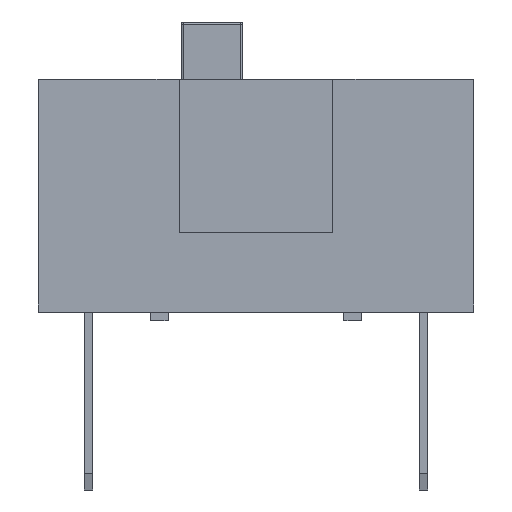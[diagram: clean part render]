
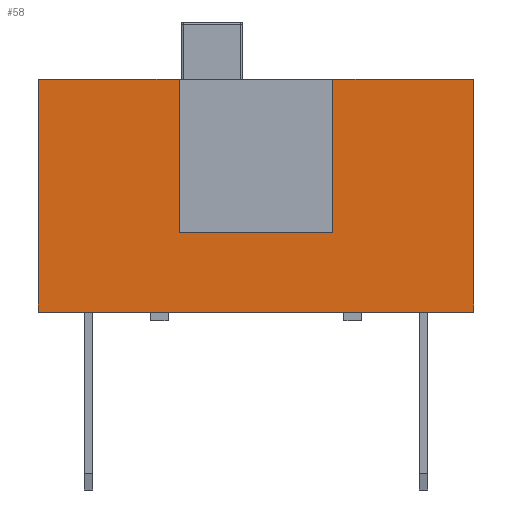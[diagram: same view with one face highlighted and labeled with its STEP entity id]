
A CAD part, left-side view. The second image highlights one B-rep face of the part: STEP entity #58.
In plain terms, the highlighted planar face has unit normal (-1, 0, 0).
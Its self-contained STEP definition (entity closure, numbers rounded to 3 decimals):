
#58=ADVANCED_FACE('',(#15817),#15819,.T.);
#15817=FACE_BOUND('',#15818,.T.);
#15818=EDGE_LOOP('',(#28220,#28221,#28222,#28223,#28224,#28225,#28226,#28227));
#15819=PLANE('',#15820);
#15820=AXIS2_PLACEMENT_3D('',#15821,#15822,#15823);
#15821=CARTESIAN_POINT('',(-2.,0.,0.));
#15822=DIRECTION('',(-1.,0.,0.));
#15823=DIRECTION('',(0.,0.,1.));
#28220=ORIENTED_EDGE('',*,*,#37600,.T.);
#28221=ORIENTED_EDGE('',*,*,#37601,.T.);
#28222=ORIENTED_EDGE('',*,*,#37602,.T.);
#28223=ORIENTED_EDGE('',*,*,#37603,.T.);
#28224=ORIENTED_EDGE('',*,*,#37604,.T.);
#28225=ORIENTED_EDGE('',*,*,#37605,.T.);
#28226=ORIENTED_EDGE('',*,*,#37606,.T.);
#28227=ORIENTED_EDGE('',*,*,#37607,.T.);
#37600=EDGE_CURVE('',#42290,#42291,#42292,.F.);
#37601=EDGE_CURVE('',#42291,#42293,#42294,.F.);
#37602=EDGE_CURVE('',#42293,#42295,#42296,.F.);
#37603=EDGE_CURVE('',#42295,#42297,#42298,.T.);
#37604=EDGE_CURVE('',#42297,#42299,#42300,.T.);
#37605=EDGE_CURVE('',#42299,#42301,#42302,.T.);
#37606=EDGE_CURVE('',#42301,#42303,#42304,.T.);
#37607=EDGE_CURVE('',#42303,#42290,#42305,.T.);
#42290=VERTEX_POINT('',#49996);
#42291=VERTEX_POINT('',#49997);
#42292=LINE('',#49998,#49999);
#42293=VERTEX_POINT('',#50001);
#42294=LINE('',#50002,#50003);
#42295=VERTEX_POINT('',#50005);
#42296=LINE('',#50006,#50007);
#42297=VERTEX_POINT('',#50009);
#42298=LINE('',#50010,#50011);
#42299=VERTEX_POINT('',#50013);
#42300=LINE('',#50014,#50015);
#42301=VERTEX_POINT('',#50017);
#42302=LINE('',#50018,#50019);
#42303=VERTEX_POINT('',#50021);
#42304=LINE('',#50022,#50023);
#42305=LINE('',#50025,#50026);
#49996=CARTESIAN_POINT('',(-2.,2.06,5.5));
#49997=CARTESIAN_POINT('',(-2.,2.06,2.));
#49998=CARTESIAN_POINT('',(-2.,2.06,2.));
#49999=VECTOR('',#50000,1.);
#50000=DIRECTION('',(0.,0.,1.));
#50001=CARTESIAN_POINT('',(-2.,5.56,2.));
#50002=CARTESIAN_POINT('',(-2.,5.56,2.));
#50003=VECTOR('',#50004,1.);
#50004=DIRECTION('',(0.,-1.,0.));
#50005=CARTESIAN_POINT('',(-2.,5.56,5.5));
#50006=CARTESIAN_POINT('',(-2.,5.56,5.5));
#50007=VECTOR('',#50008,1.);
#50008=DIRECTION('',(0.,0.,-1.));
#50009=CARTESIAN_POINT('',(-2.,8.76,5.5));
#50010=CARTESIAN_POINT('',(-2.,5.56,5.5));
#50011=VECTOR('',#50012,1.);
#50012=DIRECTION('',(0.,1.,0.));
#50013=CARTESIAN_POINT('',(-2.,8.76,0.2));
#50014=CARTESIAN_POINT('',(-2.,8.76,5.5));
#50015=VECTOR('',#50016,1.);
#50016=DIRECTION('',(0.,0.,-1.));
#50017=CARTESIAN_POINT('',(-2.,-1.14,0.2));
#50018=CARTESIAN_POINT('',(-2.,8.76,0.2));
#50019=VECTOR('',#50020,1.);
#50020=DIRECTION('',(0.,-1.,0.));
#50021=CARTESIAN_POINT('',(-2.,-1.14,5.5));
#50022=CARTESIAN_POINT('',(-2.,-1.14,0.2));
#50023=VECTOR('',#50024,1.);
#50024=DIRECTION('',(0.,0.,1.));
#50025=CARTESIAN_POINT('',(-2.,-1.14,5.5));
#50026=VECTOR('',#50027,1.);
#50027=DIRECTION('',(0.,1.,0.));
